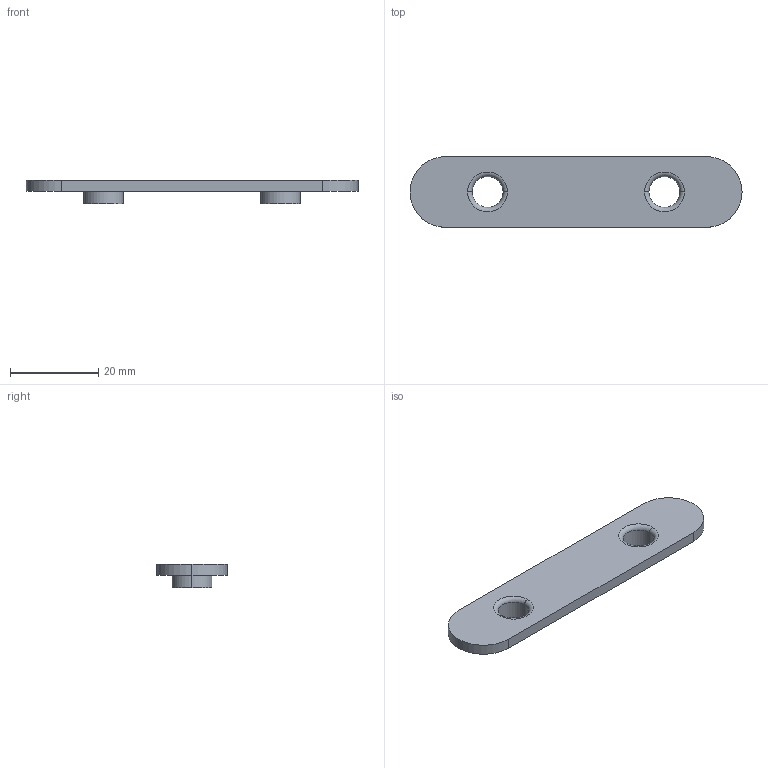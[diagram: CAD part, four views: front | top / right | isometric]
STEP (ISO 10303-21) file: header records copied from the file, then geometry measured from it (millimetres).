
FILE_DESCRIPTION (( 'STEP AP214' ), '1' );
FILE_NAME ('A491 Ïëîñêàÿ äâîéíàÿ Ò-ãàéêà Ì8, ïàç 10.STEP', '2021-06-16T07:42:07', ( '' ), ( '' ), 'SwSTEP 2.0', 'SolidWorks 2021', '' );
FILE_SCHEMA (( 'AUTOMOTIVE_DESIGN' ));
Length unit declared in the file: millimetre
Products named in the file (1): A491 Ïëîñêàÿ äâîéíàÿ Ò-ãàéêà Ì8, ïàç 10
Bounding box: 75.1 x 16 x 5.3 mm (x, y, z)
Volume: 2804.9 mm3; surface area: 2934 mm2
Topology: 1 solids, 1 shells, 21 faces, 47 edges, 30 vertices
Faces by surface type: cylinder 11, plane 6, torus 4
Entity records: 685 total; most frequent: DIRECTION 121, CARTESIAN_POINT 99, ORIENTED_EDGE 94, AXIS2_PLACEMENT_3D 52, EDGE_CURVE 47, VERTEX_POINT 30, CIRCLE 30, EDGE_LOOP 27
